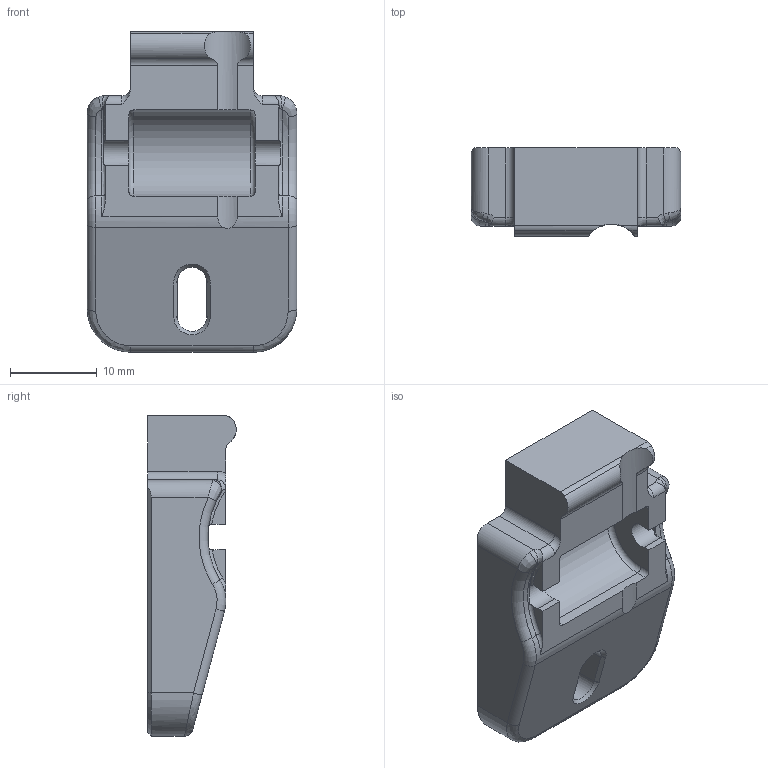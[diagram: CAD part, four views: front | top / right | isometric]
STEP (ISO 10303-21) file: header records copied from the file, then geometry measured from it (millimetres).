
FILE_DESCRIPTION(/* description */ ('STEP AP242','CAx-IF Rec.Pracs.---Representation and Presentation of Product Manufacturing Information (PMI)---4.0---2014-10-13','CAx-IF Rec.Pracs.---3D Tessellated Geometry---0.4---2014-09-14','2;1'),/* implementation_level */ '2;1');
FILE_NAME(/* name */ '62d47afeb70e39333055d41d',/* time_stamp */ '2022-07-17T21:11:26+00:00',/* author */ (''),/* organization */ (''),/* preprocessor_version */ 'ST-DEVELOPER v18.102',/* originating_system */ ' ',/* authorisation */ ' ');
FILE_SCHEMA (('AP242_MANAGED_MODEL_BASED_3D_ENGINEERING_MIM_LF { 1 0 10303 442 1 1 4 }'));
Length unit declared in the file: metre
Products named in the file (2): Guidler
Assembly tree (1 placements, depth 2):
  Guidler
    Guidler
Bounding box: 24.2 x 10.2 x 37 mm (x, y, z)
Volume: 5571.4 mm3; surface area: 2781.7 mm2
Topology: 1 solids, 1 shells, 100 faces, 259 edges, 161 vertices
Faces by surface type: plane 37, cylinder 33, torus 13, bspline 13, cone 4
Entity records: 3704 total; most frequent: CARTESIAN_POINT 1307, ORIENTED_EDGE 518, DIRECTION 463, EDGE_CURVE 259, AXIS2_PLACEMENT_3D 171, VERTEX_POINT 161, LINE 121, VECTOR 121
